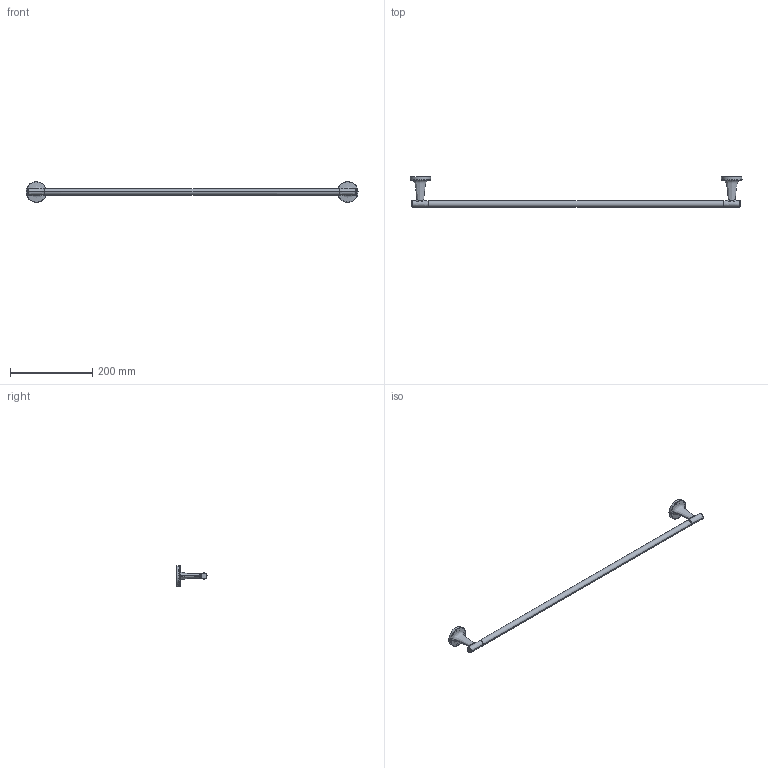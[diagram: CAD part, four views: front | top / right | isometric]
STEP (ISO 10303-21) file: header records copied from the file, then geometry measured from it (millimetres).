
FILE_DESCRIPTION(/* description */ (''),/* implementation_level */ '2;1');
FILE_NAME(/* name */ '009943',/* time_stamp */ '2019-02-13T10:37:30+01:00',/* author */ (''),/* organization */ (''),/* preprocessor_version */ 'ST-DEVELOPER v15',/* originating_system */ '',/* authorisation */ '');
FILE_SCHEMA (('AUTOMOTIVE_DESIGN'));
Length unit declared in the file: millimetre
Products named in the file (1): Document
Bounding box: 809.4 x 73.2 x 50 mm (x, y, z)
Volume: 25887.1 mm3; surface area: 88749.2 mm2
Topology: 1 solids, 3 shells, 206 faces, 538 edges, 304 vertices
Faces by surface type: bspline 206
Entity records: 38180 total; most frequent: CARTESIAN_POINT 31857, B_SPLINE_CURVE_WITH_KNOTS 1221, ORIENTED_EDGE 1006, PCURVE 1006, DEFINITIONAL_REPRESENTATION 1006, SURFACE_CURVE 534, EDGE_CURVE 534, VERTEX_POINT 304
